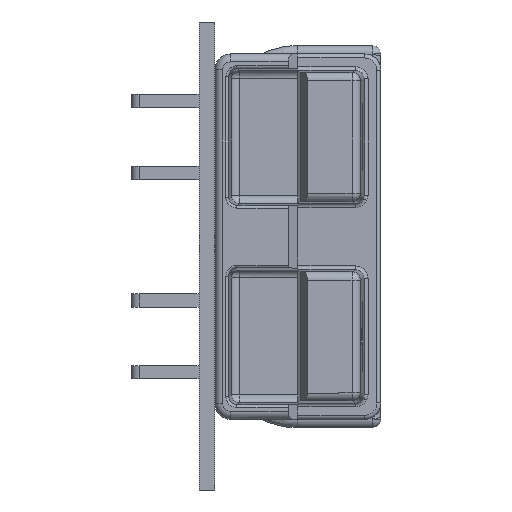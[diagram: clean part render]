
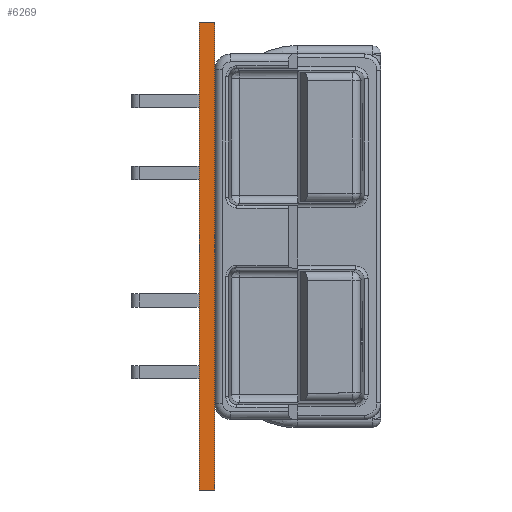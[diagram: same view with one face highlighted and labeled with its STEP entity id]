
A CAD part, left-side view. The second image highlights one B-rep face of the part: STEP entity #6269.
In plain terms, the highlighted planar face has unit normal (-1, 0, 0).
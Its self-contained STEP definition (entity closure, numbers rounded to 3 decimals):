
#170 = DIRECTION ( 'NONE',  ( -1., 0., 0. ) ) ;
#455 = DIRECTION ( 'NONE',  ( 0., 1., 0. ) ) ;
#2228 = VECTOR ( 'NONE', #455, 1000. ) ;
#2243 = VECTOR ( 'NONE', #15188, 1000. ) ;
#2381 = CARTESIAN_POINT ( 'NONE',  ( -7.785, 9.944, 6.923 ) ) ;
#2643 = LINE ( 'NONE', #15675, #16371 ) ;
#3914 = VECTOR ( 'NONE', #5877, 1000. ) ;
#4185 = EDGE_CURVE ( 'NONE', #5241, #10647, #9752, .T. ) ;
#4580 = ORIENTED_EDGE ( 'NONE', *, *, #13544, .T. ) ;
#4731 = EDGE_CURVE ( 'NONE', #5241, #7396, #6231, .T. ) ;
#4810 = ORIENTED_EDGE ( 'NONE', *, *, #4731, .F. ) ;
#5174 = DIRECTION ( 'NONE',  ( 0., 1., 0. ) ) ;
#5241 = VERTEX_POINT ( 'NONE', #16584 ) ;
#5877 = DIRECTION ( 'NONE',  ( 0., 0., 1. ) ) ;
#6231 = LINE ( 'NONE', #16387, #2228 ) ;
#6269 = ADVANCED_FACE ( 'NONE', ( #16743 ), #14754, .T. ) ;
#7236 = CARTESIAN_POINT ( 'NONE',  ( -7.785, 9.944, -37.793 ) ) ;
#7396 = VERTEX_POINT ( 'NONE', #15182 ) ;
#8149 = CARTESIAN_POINT ( 'NONE',  ( -7.785, 9.944, -37.793 ) ) ;
#9480 = DIRECTION ( 'NONE',  ( 0., 0., 1. ) ) ;
#9752 = LINE ( 'NONE', #7236, #2243 ) ;
#9801 = CARTESIAN_POINT ( 'NONE',  ( -7.785, 11.47, -37.793 ) ) ;
#9874 = CARTESIAN_POINT ( 'NONE',  ( -7.785, 11.47, 6.923 ) ) ;
#10647 = VERTEX_POINT ( 'NONE', #2381 ) ;
#11844 = LINE ( 'NONE', #9801, #3914 ) ;
#13544 = EDGE_CURVE ( 'NONE', #10647, #14765, #2643, .T. ) ;
#13713 = EDGE_CURVE ( 'NONE', #7396, #14765, #11844, .T. ) ;
#14035 = ORIENTED_EDGE ( 'NONE', *, *, #4185, .T. ) ;
#14708 = AXIS2_PLACEMENT_3D ( 'NONE', #8149, #170, #9480 ) ;
#14754 = PLANE ( 'NONE',  #14708 ) ;
#14765 = VERTEX_POINT ( 'NONE', #9874 ) ;
#15182 = CARTESIAN_POINT ( 'NONE',  ( -7.785, 11.47, -37.793 ) ) ;
#15188 = DIRECTION ( 'NONE',  ( 0., 0., 1. ) ) ;
#15675 = CARTESIAN_POINT ( 'NONE',  ( -7.785, 9.944, 6.923 ) ) ;
#15913 = ORIENTED_EDGE ( 'NONE', *, *, #13713, .F. ) ;
#16371 = VECTOR ( 'NONE', #5174, 1000. ) ;
#16387 = CARTESIAN_POINT ( 'NONE',  ( -7.785, 9.944, -37.793 ) ) ;
#16584 = CARTESIAN_POINT ( 'NONE',  ( -7.785, 9.944, -37.793 ) ) ;
#16743 = FACE_OUTER_BOUND ( 'NONE', #17178, .T. ) ;
#17178 = EDGE_LOOP ( 'NONE', ( #4580, #15913, #4810, #14035 ) ) ;
